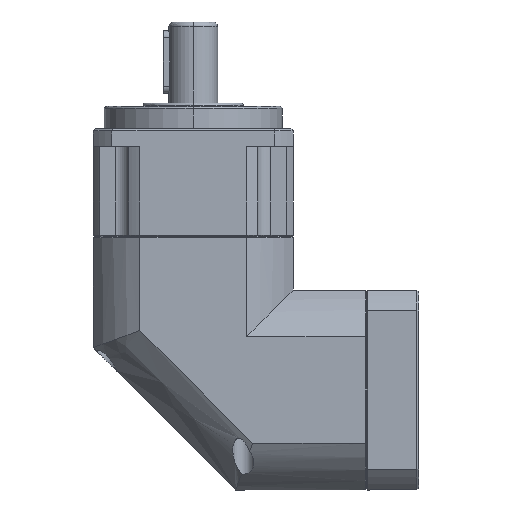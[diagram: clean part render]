
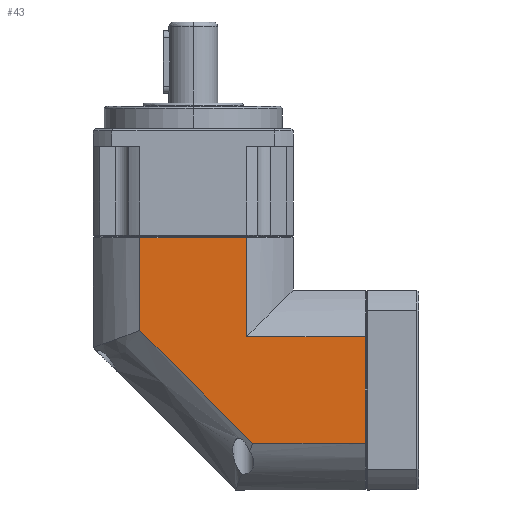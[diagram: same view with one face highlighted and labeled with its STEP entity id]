
A CAD part, left-side view. The second image highlights one B-rep face of the part: STEP entity #43.
In plain terms, the highlighted face is planar.
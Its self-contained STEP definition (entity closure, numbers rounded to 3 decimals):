
#10 = CARTESIAN_POINT ( 'NONE',  ( 93.1, -123., 0. ) ) ;
#43 = ADVANCED_FACE ( 'NONE', ( #8905 ), #6432, .F. ) ;
#85 = DIRECTION ( 'NONE',  ( 0., -1., 0. ) ) ;
#91 = LINE ( 'NONE', #15663, #9989 ) ;
#183 = CARTESIAN_POINT ( 'NONE',  ( 45.1, -119., 0. ) ) ;
#313 = ORIENTED_EDGE ( 'NONE', *, *, #7496, .F. ) ;
#751 = LINE ( 'NONE', #10, #4895 ) ;
#1301 = VERTEX_POINT ( 'NONE', #3698 ) ;
#1553 = CARTESIAN_POINT ( 'NONE',  ( 45.1, -122.5, 0. ) ) ;
#1554 = ORIENTED_EDGE ( 'NONE', *, *, #3646, .F. ) ;
#3008 = CARTESIAN_POINT ( 'NONE',  ( 93.1, -122.5, 0. ) ) ;
#3220 = LINE ( 'NONE', #3674, #10849 ) ;
#3646 = EDGE_CURVE ( 'NONE', #11309, #6112, #10341, .T. ) ;
#3674 = CARTESIAN_POINT ( 'NONE',  ( 63.075, -122.5, 0. ) ) ;
#3698 = CARTESIAN_POINT ( 'NONE',  ( 0.5, -21., 0. ) ) ;
#4895 = VECTOR ( 'NONE', #9266, 1000. ) ;
#5043 = EDGE_CURVE ( 'NONE', #17028, #1301, #11985, .T. ) ;
#5554 = CARTESIAN_POINT ( 'NONE',  ( 67.728, -46.372, 0. ) ) ;
#6016 = ORIENTED_EDGE ( 'NONE', *, *, #12201, .F. ) ;
#6019 = CARTESIAN_POINT ( 'NONE',  ( 0.5, -69., 0. ) ) ;
#6029 = DIRECTION ( 'NONE',  ( 1., 0., 0. ) ) ;
#6056 = DIRECTION ( 'NONE',  ( 0., 0., 1. ) ) ;
#6088 = CARTESIAN_POINT ( 'NONE',  ( 0., -21., 0. ) ) ;
#6101 = CARTESIAN_POINT ( 'NONE',  ( 57.05, -60.5, 0. ) ) ;
#6112 = VERTEX_POINT ( 'NONE', #1553 ) ;
#6432 = PLANE ( 'NONE',  #15105 ) ;
#6911 = DIRECTION ( 'NONE',  ( -1., 0., 0. ) ) ;
#6939 = VECTOR ( 'NONE', #7113, 1000. ) ;
#7113 = DIRECTION ( 'NONE',  ( 0.707, -0.707, 0. ) ) ;
#7191 = CARTESIAN_POINT ( 'NONE',  ( 45.1, -69., 0. ) ) ;
#7496 = EDGE_CURVE ( 'NONE', #6112, #9980, #3220, .T. ) ;
#7985 = ORIENTED_EDGE ( 'NONE', *, *, #5043, .F. ) ;
#8197 = DIRECTION ( 'NONE',  ( 0., -1., 0. ) ) ;
#8378 = CARTESIAN_POINT ( 'NONE',  ( 93.1, -71.743, 0. ) ) ;
#8905 = FACE_OUTER_BOUND ( 'NONE', #9959, .T. ) ;
#8936 = VERTEX_POINT ( 'NONE', #8378 ) ;
#9266 = DIRECTION ( 'NONE',  ( 0., 1., 0. ) ) ;
#9894 = LINE ( 'NONE', #16175, #13912 ) ;
#9959 = EDGE_LOOP ( 'NONE', ( #1554, #11478, #6016, #7985, #17559, #15303, #313 ) ) ;
#9980 = VERTEX_POINT ( 'NONE', #3008 ) ;
#9989 = VECTOR ( 'NONE', #8197, 1000. ) ;
#10341 = LINE ( 'NONE', #183, #17704 ) ;
#10849 = VECTOR ( 'NONE', #18476, 1000. ) ;
#10965 = LINE ( 'NONE', #5554, #6939 ) ;
#11309 = VERTEX_POINT ( 'NONE', #7191 ) ;
#11478 = ORIENTED_EDGE ( 'NONE', *, *, #15209, .F. ) ;
#11962 = VERTEX_POINT ( 'NONE', #6019 ) ;
#11985 = LINE ( 'NONE', #6088, #19274 ) ;
#12201 = EDGE_CURVE ( 'NONE', #1301, #11962, #91, .T. ) ;
#12586 = EDGE_CURVE ( 'NONE', #9980, #8936, #751, .T. ) ;
#13912 = VECTOR ( 'NONE', #19117, 1000. ) ;
#14600 = EDGE_CURVE ( 'NONE', #17028, #8936, #10965, .T. ) ;
#15105 = AXIS2_PLACEMENT_3D ( 'NONE', #6101, #6056, #6029 ) ;
#15209 = EDGE_CURVE ( 'NONE', #11962, #11309, #9894, .T. ) ;
#15303 = ORIENTED_EDGE ( 'NONE', *, *, #12586, .F. ) ;
#15520 = CARTESIAN_POINT ( 'NONE',  ( 42.357, -21., 0. ) ) ;
#15663 = CARTESIAN_POINT ( 'NONE',  ( 0.5, -30.25, 0. ) ) ;
#16175 = CARTESIAN_POINT ( 'NONE',  ( 0.5, -69., 0. ) ) ;
#17028 = VERTEX_POINT ( 'NONE', #15520 ) ;
#17559 = ORIENTED_EDGE ( 'NONE', *, *, #14600, .T. ) ;
#17704 = VECTOR ( 'NONE', #85, 1000. ) ;
#18476 = DIRECTION ( 'NONE',  ( 1., 0., 0. ) ) ;
#19117 = DIRECTION ( 'NONE',  ( 1., 0., 0. ) ) ;
#19274 = VECTOR ( 'NONE', #6911, 1000. ) ;
